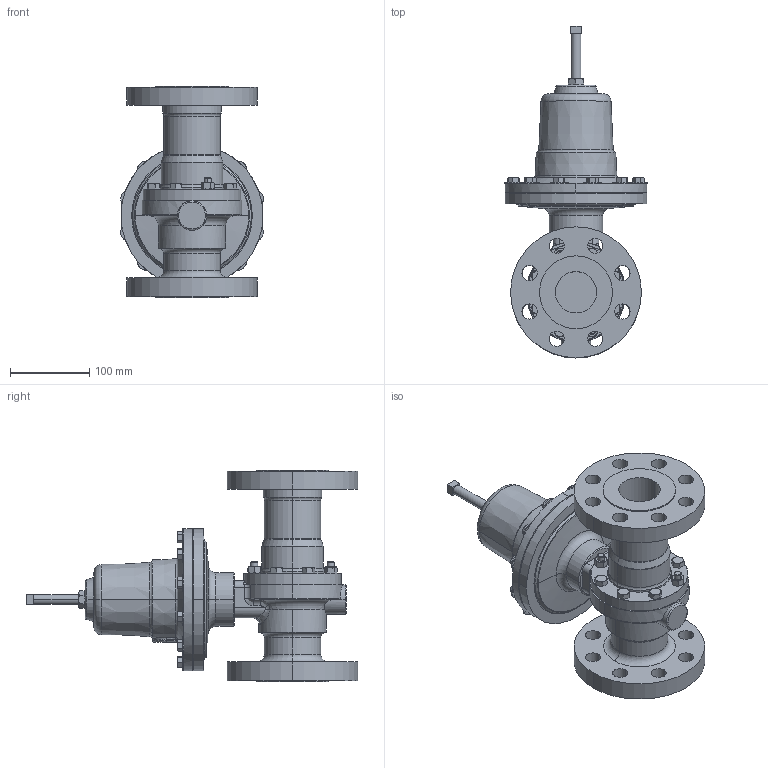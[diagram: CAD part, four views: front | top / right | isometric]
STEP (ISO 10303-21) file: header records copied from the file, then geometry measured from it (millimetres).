
FILE_DESCRIPTION (( 'STEP AP203' ), '1' );
FILE_NAME ('60-200-CS+S6-I3.STEP', '2017-07-21T12:46:50', ( '' ), ( '' ), 'SwSTEP 2.0', 'SolidWorks 2014', '' );
FILE_SCHEMA (( 'CONFIG_CONTROL_DESIGN' ));
Length unit declared in the file: inch
Products named in the file (2): 60-200-CS+S6-I3
Bounding box: 180.18 x 419.1 x 267.08 mm (x, y, z)
Volume: 3405698.1 mm3; surface area: 385096.7 mm2
Topology: 1 solids, 1 shells, 604 faces, 1408 edges, 850 vertices
Faces by surface type: plane 219, cone 170, cylinder 141, torus 49, bspline 23, sphere 2
Entity records: 19973 total; most frequent: CARTESIAN_POINT 6263, DIRECTION 2844, ORIENTED_EDGE 2816, EDGE_CURVE 1408, AXIS2_PLACEMENT_3D 1206, VERTEX_POINT 850, EDGE_LOOP 702, CIRCLE 623
